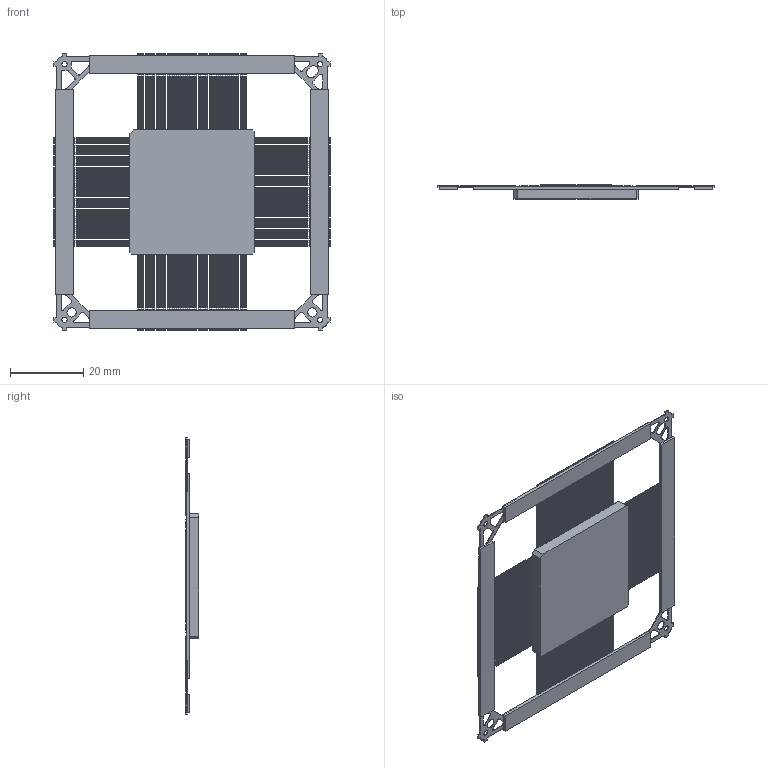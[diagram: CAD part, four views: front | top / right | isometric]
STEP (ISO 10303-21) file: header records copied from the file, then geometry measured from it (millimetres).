
FILE_DESCRIPTION (( 'STEP AP214' ), '1' );
FILE_NAME ('扻豵鵨 4245.240-6.01.STEP', '2018-04-28T11:28:35', ( 'Admin' ), ( '' ), 'SwSTEP 2.0', 'SolidWorks 2015', '' );
FILE_SCHEMA (( 'AUTOMOTIVE_DESIGN' ));
Length unit declared in the file: millimetre
Products named in the file (252): ﾂ鏆鮏; ﾎ魵瑙韃; 扻豵鵨 4245.240-6.01; 扰黓蠉錭; Ðàìêà; 署赅 依言.757482.005; 挓鍱鍧
Assembly tree (245 placements, depth 2):
  ﾂ鏆鮏
  ﾂ鏆鮏
  ﾎ魵瑙韃
  ﾂ鏆鮏
  ﾂ鏆鮏
Bounding box: 75.6 x 3.8 x 75.6 mm (x, y, z)
Volume: 4791.6 mm3; surface area: 11043.3 mm2
Topology: 245 solids, 245 shells, 6026 faces, 15268 edges, 10170 vertices
Faces by surface type: plane 4962, cylinder 1062, bspline 2
Entity records: 125292 total; most frequent: CARTESIAN_POINT 19845, ORIENTED_EDGE 19064, DIRECTION 17508, EDGE_CURVE 9532, LINE 9314, VECTOR 9314, VERTEX_POINT 6346, EDGE_LOOP 4108
